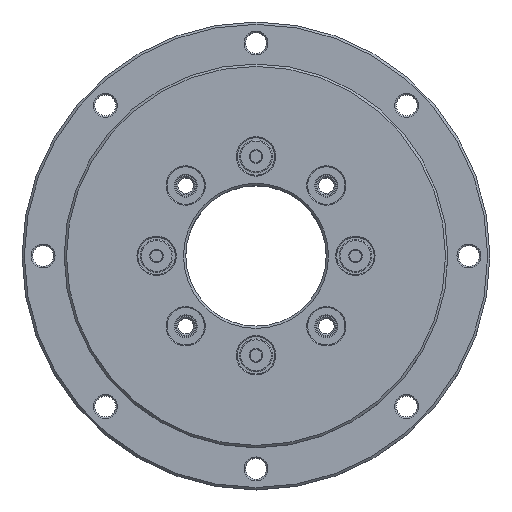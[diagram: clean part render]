
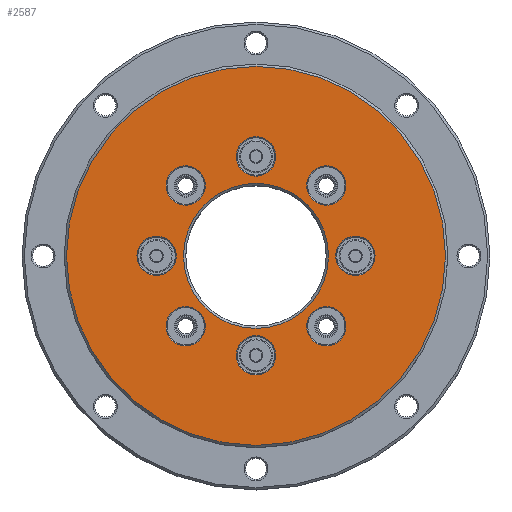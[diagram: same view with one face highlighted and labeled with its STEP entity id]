
A CAD part, top view. The second image highlights one B-rep face of the part: STEP entity #2587.
In plain terms, the highlighted planar face has unit normal (0, 0, 1).
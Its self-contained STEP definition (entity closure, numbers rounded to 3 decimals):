
#306=PLANE('',#2940);
#506=FACE_BOUND('',#1090,.T.);
#507=FACE_BOUND('',#1091,.T.);
#508=FACE_BOUND('',#1092,.T.);
#509=FACE_BOUND('',#1093,.T.);
#510=FACE_BOUND('',#1094,.T.);
#511=FACE_BOUND('',#1095,.T.);
#512=FACE_BOUND('',#1096,.T.);
#513=FACE_BOUND('',#1097,.T.);
#514=FACE_BOUND('',#1098,.T.);
#751=FACE_OUTER_BOUND('',#1089,.T.);
#1089=EDGE_LOOP('',(#2258));
#1090=EDGE_LOOP('',(#2259));
#1091=EDGE_LOOP('',(#2260));
#1092=EDGE_LOOP('',(#2261));
#1093=EDGE_LOOP('',(#2262));
#1094=EDGE_LOOP('',(#2263));
#1095=EDGE_LOOP('',(#2264));
#1096=EDGE_LOOP('',(#2265));
#1097=EDGE_LOOP('',(#2266));
#1098=EDGE_LOOP('',(#2267));
#1248=CIRCLE('',#2798,40.5);
#1250=CIRCLE('',#2801,15.5);
#1259=CIRCLE('',#2817,4.2);
#1266=CIRCLE('',#2829,4.2);
#1273=CIRCLE('',#2841,4.2);
#1280=CIRCLE('',#2853,4.2);
#1287=CIRCLE('',#2865,4.2);
#1294=CIRCLE('',#2877,4.2);
#1301=CIRCLE('',#2889,4.2);
#1308=CIRCLE('',#2901,4.2);
#1477=VERTEX_POINT('',#4264);
#1479=VERTEX_POINT('',#4269);
#1488=VERTEX_POINT('',#4294);
#1495=VERTEX_POINT('',#4313);
#1502=VERTEX_POINT('',#4332);
#1509=VERTEX_POINT('',#4351);
#1516=VERTEX_POINT('',#4370);
#1523=VERTEX_POINT('',#4389);
#1530=VERTEX_POINT('',#4408);
#1537=VERTEX_POINT('',#4427);
#1730=EDGE_CURVE('',#1477,#1477,#1248,.T.);
#1732=EDGE_CURVE('',#1479,#1479,#1250,.T.);
#1741=EDGE_CURVE('',#1488,#1488,#1259,.T.);
#1748=EDGE_CURVE('',#1495,#1495,#1266,.T.);
#1755=EDGE_CURVE('',#1502,#1502,#1273,.T.);
#1762=EDGE_CURVE('',#1509,#1509,#1280,.T.);
#1769=EDGE_CURVE('',#1516,#1516,#1287,.T.);
#1776=EDGE_CURVE('',#1523,#1523,#1294,.T.);
#1783=EDGE_CURVE('',#1530,#1530,#1301,.T.);
#1790=EDGE_CURVE('',#1537,#1537,#1308,.T.);
#2258=ORIENTED_EDGE('',*,*,#1730,.F.);
#2259=ORIENTED_EDGE('',*,*,#1732,.T.);
#2260=ORIENTED_EDGE('',*,*,#1790,.T.);
#2261=ORIENTED_EDGE('',*,*,#1783,.T.);
#2262=ORIENTED_EDGE('',*,*,#1776,.T.);
#2263=ORIENTED_EDGE('',*,*,#1769,.T.);
#2264=ORIENTED_EDGE('',*,*,#1762,.T.);
#2265=ORIENTED_EDGE('',*,*,#1755,.T.);
#2266=ORIENTED_EDGE('',*,*,#1748,.T.);
#2267=ORIENTED_EDGE('',*,*,#1741,.T.);
#2587=ADVANCED_FACE('',(#751,#506,#507,#508,#509,#510,#511,#512,#513,#514),
#306,.T.);
#2798=AXIS2_PLACEMENT_3D('',#4265,#3411,#3412);
#2801=AXIS2_PLACEMENT_3D('',#4270,#3417,#3418);
#2817=AXIS2_PLACEMENT_3D('',#4295,#3449,#3450);
#2829=AXIS2_PLACEMENT_3D('',#4314,#3473,#3474);
#2841=AXIS2_PLACEMENT_3D('',#4333,#3497,#3498);
#2853=AXIS2_PLACEMENT_3D('',#4352,#3521,#3522);
#2865=AXIS2_PLACEMENT_3D('',#4371,#3545,#3546);
#2877=AXIS2_PLACEMENT_3D('',#4390,#3569,#3570);
#2889=AXIS2_PLACEMENT_3D('',#4409,#3593,#3594);
#2901=AXIS2_PLACEMENT_3D('',#4428,#3617,#3618);
#2940=AXIS2_PLACEMENT_3D('',#4478,#3695,#3696);
#3411=DIRECTION('center_axis',(0.,0.,-1.));
#3412=DIRECTION('ref_axis',(1.,0.,0.));
#3417=DIRECTION('center_axis',(0.,0.,-1.));
#3418=DIRECTION('ref_axis',(1.,0.,0.));
#3449=DIRECTION('center_axis',(0.,0.,-1.));
#3450=DIRECTION('ref_axis',(1.,0.,0.));
#3473=DIRECTION('center_axis',(0.,0.,-1.));
#3474=DIRECTION('ref_axis',(0.,1.,0.));
#3497=DIRECTION('center_axis',(0.,0.,-1.));
#3498=DIRECTION('ref_axis',(-1.,0.,0.));
#3521=DIRECTION('center_axis',(0.,0.,-1.));
#3522=DIRECTION('ref_axis',(0.,-1.,0.));
#3545=DIRECTION('center_axis',(0.,0.,-1.));
#3546=DIRECTION('ref_axis',(0.707,0.707,0.));
#3569=DIRECTION('center_axis',(0.,0.,-1.));
#3570=DIRECTION('ref_axis',(-0.707,0.707,0.));
#3593=DIRECTION('center_axis',(0.,0.,-1.));
#3594=DIRECTION('ref_axis',(-0.707,-0.707,0.));
#3617=DIRECTION('center_axis',(0.,0.,-1.));
#3618=DIRECTION('ref_axis',(0.707,-0.707,0.));
#3695=DIRECTION('center_axis',(0.,0.,1.));
#3696=DIRECTION('ref_axis',(-1.,0.,0.));
#4264=CARTESIAN_POINT('',(-40.5,0.,14.5));
#4265=CARTESIAN_POINT('Origin',(0.,0.,14.5));
#4269=CARTESIAN_POINT('',(-15.5,0.,14.5));
#4270=CARTESIAN_POINT('Origin',(0.,0.,14.5));
#4294=CARTESIAN_POINT('',(-4.2,21.25,14.5));
#4295=CARTESIAN_POINT('Origin',(0.,21.25,14.5));
#4313=CARTESIAN_POINT('',(-21.25,-4.2,14.5));
#4314=CARTESIAN_POINT('Origin',(-21.25,0.,14.5));
#4332=CARTESIAN_POINT('',(4.2,-21.25,14.5));
#4333=CARTESIAN_POINT('Origin',(0.,-21.25,14.5));
#4351=CARTESIAN_POINT('',(21.25,4.2,14.5));
#4352=CARTESIAN_POINT('Origin',(21.25,0.,14.5));
#4370=CARTESIAN_POINT('',(-17.996,12.056,14.5));
#4371=CARTESIAN_POINT('Origin',(-15.026,15.026,14.5));
#4389=CARTESIAN_POINT('',(-12.056,-17.996,14.5));
#4390=CARTESIAN_POINT('Origin',(-15.026,-15.026,14.5));
#4408=CARTESIAN_POINT('',(17.996,-12.056,14.5));
#4409=CARTESIAN_POINT('Origin',(15.026,-15.026,14.5));
#4427=CARTESIAN_POINT('',(12.056,17.996,14.5));
#4428=CARTESIAN_POINT('Origin',(15.026,15.026,14.5));
#4478=CARTESIAN_POINT('Origin',(28.,0.,14.5));
